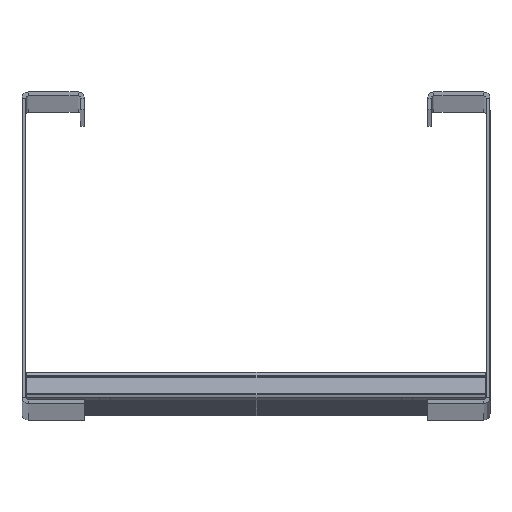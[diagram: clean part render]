
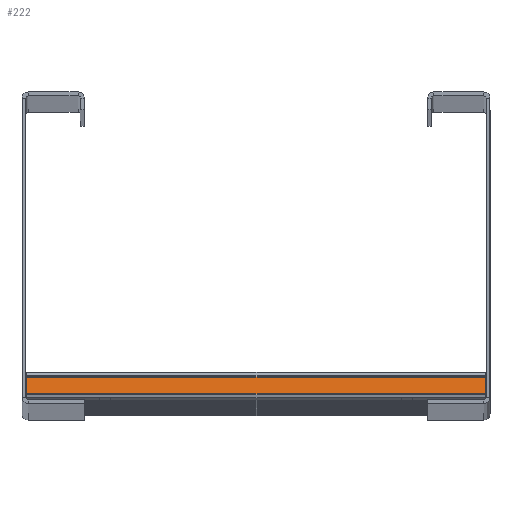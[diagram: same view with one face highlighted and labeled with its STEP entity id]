
A CAD part, top view. The second image highlights one B-rep face of the part: STEP entity #222.
In plain terms, the highlighted face is planar.
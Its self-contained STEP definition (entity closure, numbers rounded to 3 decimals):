
#56 = CARTESIAN_POINT ( 'NONE',  ( -17.457, 4.047, 147. ) ) ;
#96 = CARTESIAN_POINT ( 'NONE',  ( -15.717, 15.047, 147. ) ) ;
#131 = EDGE_CURVE ( 'NONE', #2055, #1293, #1925, .T. ) ;
#151 = DIRECTION ( 'NONE',  ( -0.156, -0.988, 0. ) ) ;
#156 = DIRECTION ( 'NONE',  ( -0.156, -0.988, 0. ) ) ;
#189 = CARTESIAN_POINT ( 'NONE',  ( -17.457, 4.047, 147. ) ) ;
#222 = ADVANCED_FACE ( 'NONE', ( #503 ), #1943, .F. ) ;
#236 = DIRECTION ( 'NONE',  ( 0., 0., -1. ) ) ;
#267 = VECTOR ( 'NONE', #1143, 1000. ) ;
#441 = CARTESIAN_POINT ( 'NONE',  ( -17.457, 4.047, 147. ) ) ;
#473 = LINE ( 'NONE', #1370, #1064 ) ;
#503 = FACE_OUTER_BOUND ( 'NONE', #677, .T. ) ;
#544 = CARTESIAN_POINT ( 'NONE',  ( -15.717, 15.047, -147. ) ) ;
#608 = ORIENTED_EDGE ( 'NONE', *, *, #1085, .F. ) ;
#664 = VECTOR ( 'NONE', #236, 1000. ) ;
#669 = EDGE_CURVE ( 'NONE', #1293, #695, #473, .T. ) ;
#677 = EDGE_LOOP ( 'NONE', ( #1883, #1643, #608, #1653 ) ) ;
#695 = VERTEX_POINT ( 'NONE', #2004 ) ;
#813 = CARTESIAN_POINT ( 'NONE',  ( -17.457, 4.047, 147. ) ) ;
#1064 = VECTOR ( 'NONE', #151, 1000. ) ;
#1075 = CARTESIAN_POINT ( 'NONE',  ( -15.717, 15.047, 147. ) ) ;
#1085 = EDGE_CURVE ( 'NONE', #2055, #1209, #1321, .T. ) ;
#1143 = DIRECTION ( 'NONE',  ( 0., 0., -1. ) ) ;
#1184 = LINE ( 'NONE', #441, #267 ) ;
#1209 = VERTEX_POINT ( 'NONE', #189 ) ;
#1293 = VERTEX_POINT ( 'NONE', #544 ) ;
#1321 = LINE ( 'NONE', #813, #2018 ) ;
#1352 = AXIS2_PLACEMENT_3D ( 'NONE', #56, #1405, #1513 ) ;
#1370 = CARTESIAN_POINT ( 'NONE',  ( -17.457, 4.047, -147. ) ) ;
#1405 = DIRECTION ( 'NONE',  ( 0.988, -0.156, 0. ) ) ;
#1513 = DIRECTION ( 'NONE',  ( 0.156, 0.988, 0. ) ) ;
#1643 = ORIENTED_EDGE ( 'NONE', *, *, #1690, .F. ) ;
#1653 = ORIENTED_EDGE ( 'NONE', *, *, #131, .T. ) ;
#1690 = EDGE_CURVE ( 'NONE', #1209, #695, #1184, .T. ) ;
#1883 = ORIENTED_EDGE ( 'NONE', *, *, #669, .T. ) ;
#1925 = LINE ( 'NONE', #1075, #664 ) ;
#1943 = PLANE ( 'NONE',  #1352 ) ;
#2004 = CARTESIAN_POINT ( 'NONE',  ( -17.457, 4.047, -147. ) ) ;
#2018 = VECTOR ( 'NONE', #156, 1000. ) ;
#2055 = VERTEX_POINT ( 'NONE', #96 ) ;
